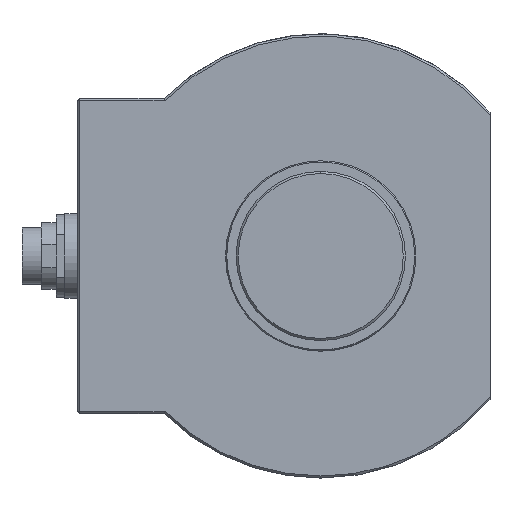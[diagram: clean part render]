
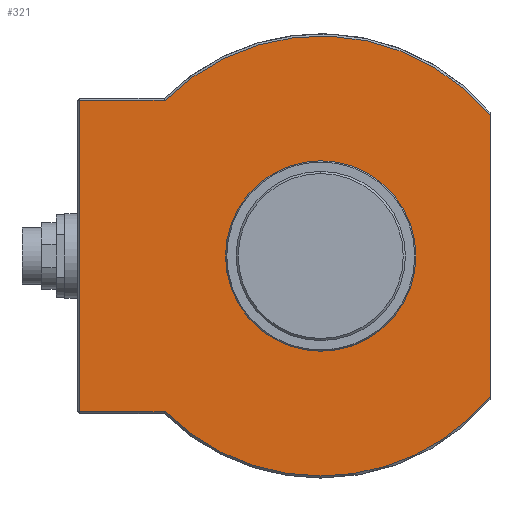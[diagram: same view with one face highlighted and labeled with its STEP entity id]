
A CAD part, left-side view. The second image highlights one B-rep face of the part: STEP entity #321.
In plain terms, the highlighted planar face has unit normal (-1, 0, 0).
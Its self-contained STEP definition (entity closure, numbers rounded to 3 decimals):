
#191 = ORIENTED_EDGE ( 'NONE', *, *, #425, .T. ) ;
#192 = ORIENTED_EDGE ( 'NONE', *, *, #193, .T. ) ;
#193 = EDGE_CURVE ( 'NONE', #443, #420, #1274, .T. ) ;
#194 = EDGE_LOOP ( 'NONE', ( #459, #344 ) ) ;
#242 = VERTEX_POINT ( 'NONE', #1360 ) ;
#252 = EDGE_CURVE ( 'NONE', #351, #253, #1563, .T. ) ;
#253 = VERTEX_POINT ( 'NONE', #1558 ) ;
#321 = ADVANCED_FACE ( 'NONE', ( #1511, #1510 ), #1472, .T. ) ;
#322 = EDGE_LOOP ( 'NONE', ( #191, #421, #415, #336, #419, #441, #192 ) ) ;
#336 = ORIENTED_EDGE ( 'NONE', *, *, #337, .T. ) ;
#337 = EDGE_CURVE ( 'NONE', #253, #338, #1485, .T. ) ;
#338 = VERTEX_POINT ( 'NONE', #1731 ) ;
#343 = EDGE_CURVE ( 'NONE', #469, #242, #1727, .T. ) ;
#344 = ORIENTED_EDGE ( 'NONE', *, *, #468, .F. ) ;
#351 = VERTEX_POINT ( 'NONE', #1920 ) ;
#415 = ORIENTED_EDGE ( 'NONE', *, *, #252, .T. ) ;
#416 = VERTEX_POINT ( 'NONE', #1772 ) ;
#419 = ORIENTED_EDGE ( 'NONE', *, *, #422, .T. ) ;
#420 = VERTEX_POINT ( 'NONE', #1771 ) ;
#421 = ORIENTED_EDGE ( 'NONE', *, *, #424, .T. ) ;
#422 = EDGE_CURVE ( 'NONE', #338, #423, #1770, .T. ) ;
#423 = VERTEX_POINT ( 'NONE', #1765 ) ;
#424 = EDGE_CURVE ( 'NONE', #416, #351, #1764, .T. ) ;
#425 = EDGE_CURVE ( 'NONE', #420, #416, #1758, .T. ) ;
#441 = ORIENTED_EDGE ( 'NONE', *, *, #442, .T. ) ;
#442 = EDGE_CURVE ( 'NONE', #423, #443, #2138, .T. ) ;
#443 = VERTEX_POINT ( 'NONE', #2133 ) ;
#459 = ORIENTED_EDGE ( 'NONE', *, *, #343, .F. ) ;
#468 = EDGE_CURVE ( 'NONE', #242, #469, #2004, .T. ) ;
#469 = VERTEX_POINT ( 'NONE', #1999 ) ;
#1267 = DIRECTION ( 'NONE',  ( 0., 0., -1. ) ) ;
#1268 = VECTOR ( 'NONE', #1267, 1000. ) ;
#1269 = CARTESIAN_POINT ( 'NONE',  ( -92.6, 57., -37.25 ) ) ;
#1274 = LINE ( 'NONE', #1269, #1268 ) ;
#1360 = CARTESIAN_POINT ( 'NONE',  ( -92.6, 0., 22.5 ) ) ;
#1468 = DIRECTION ( 'NONE',  ( 0., 0., 1. ) ) ;
#1469 = DIRECTION ( 'NONE',  ( -1., 0., 0. ) ) ;
#1470 = CARTESIAN_POINT ( 'NONE',  ( -92.6, 0., 0. ) ) ;
#1471 = AXIS2_PLACEMENT_3D ( 'NONE', #1470, #1469, #1468 ) ;
#1472 = PLANE ( 'NONE',  #1471 ) ;
#1482 = DIRECTION ( 'NONE',  ( 0., 0., 1. ) ) ;
#1483 = VECTOR ( 'NONE', #1482, 1000. ) ;
#1484 = CARTESIAN_POINT ( 'NONE',  ( -92.6, -40., -34.004 ) ) ;
#1485 = LINE ( 'NONE', #1484, #1483 ) ;
#1510 = FACE_BOUND ( 'NONE', #194, .T. ) ;
#1511 = FACE_OUTER_BOUND ( 'NONE', #322, .T. ) ;
#1558 = CARTESIAN_POINT ( 'NONE',  ( -92.6, -40., -33.226 ) ) ;
#1559 = DIRECTION ( 'NONE',  ( 0., 0., 1. ) ) ;
#1560 = DIRECTION ( 'NONE',  ( -1., 0., 0. ) ) ;
#1561 = CARTESIAN_POINT ( 'NONE',  ( -92.6, 0., 0. ) ) ;
#1562 = AXIS2_PLACEMENT_3D ( 'NONE', #1561, #1560, #1559 ) ;
#1563 = CIRCLE ( 'NONE', #1562, 52. ) ;
#1723 = DIRECTION ( 'NONE',  ( 0., 0., 1. ) ) ;
#1724 = DIRECTION ( 'NONE',  ( -1., 0., 0. ) ) ;
#1725 = CARTESIAN_POINT ( 'NONE',  ( -92.6, 0., 0. ) ) ;
#1726 = AXIS2_PLACEMENT_3D ( 'NONE', #1725, #1724, #1723 ) ;
#1727 = CIRCLE ( 'NONE', #1726, 22.5 ) ;
#1731 = CARTESIAN_POINT ( 'NONE',  ( -92.6, -40., 33.226 ) ) ;
#1755 = DIRECTION ( 'NONE',  ( 0., -1., 0. ) ) ;
#1756 = VECTOR ( 'NONE', #1755, 1000. ) ;
#1757 = CARTESIAN_POINT ( 'NONE',  ( -92.6, 36.996, -36.75 ) ) ;
#1758 = LINE ( 'NONE', #1757, #1756 ) ;
#1760 = DIRECTION ( 'NONE',  ( 0., 0., 1. ) ) ;
#1761 = DIRECTION ( 'NONE',  ( -1., 0., 0. ) ) ;
#1762 = CARTESIAN_POINT ( 'NONE',  ( -92.6, 0., 0. ) ) ;
#1763 = AXIS2_PLACEMENT_3D ( 'NONE', #1762, #1761, #1760 ) ;
#1764 = CIRCLE ( 'NONE', #1763, 52. ) ;
#1765 = CARTESIAN_POINT ( 'NONE',  ( -92.6, 36.789, 36.75 ) ) ;
#1766 = DIRECTION ( 'NONE',  ( 0., 0., 1. ) ) ;
#1767 = DIRECTION ( 'NONE',  ( -1., 0., 0. ) ) ;
#1768 = CARTESIAN_POINT ( 'NONE',  ( -92.6, 0., 0. ) ) ;
#1769 = AXIS2_PLACEMENT_3D ( 'NONE', #1768, #1767, #1766 ) ;
#1770 = CIRCLE ( 'NONE', #1769, 52. ) ;
#1771 = CARTESIAN_POINT ( 'NONE',  ( -92.6, 57., -36.75 ) ) ;
#1772 = CARTESIAN_POINT ( 'NONE',  ( -92.6, 36.789, -36.75 ) ) ;
#1920 = CARTESIAN_POINT ( 'NONE',  ( -92.6, 0., -52. ) ) ;
#1999 = CARTESIAN_POINT ( 'NONE',  ( -92.6, 0., -22.5 ) ) ;
#2000 = DIRECTION ( 'NONE',  ( 0., 0., 1. ) ) ;
#2001 = DIRECTION ( 'NONE',  ( -1., 0., 0. ) ) ;
#2002 = CARTESIAN_POINT ( 'NONE',  ( -92.6, 0., 0. ) ) ;
#2003 = AXIS2_PLACEMENT_3D ( 'NONE', #2002, #2001, #2000 ) ;
#2004 = CIRCLE ( 'NONE', #2003, 22.5 ) ;
#2113 = DIRECTION ( 'NONE',  ( 0., 1., 0. ) ) ;
#2114 = VECTOR ( 'NONE', #2113, 1000. ) ;
#2115 = CARTESIAN_POINT ( 'NONE',  ( -92.6, 57.5, 36.75 ) ) ;
#2133 = CARTESIAN_POINT ( 'NONE',  ( -92.6, 57., 36.75 ) ) ;
#2138 = LINE ( 'NONE', #2115, #2114 ) ;
